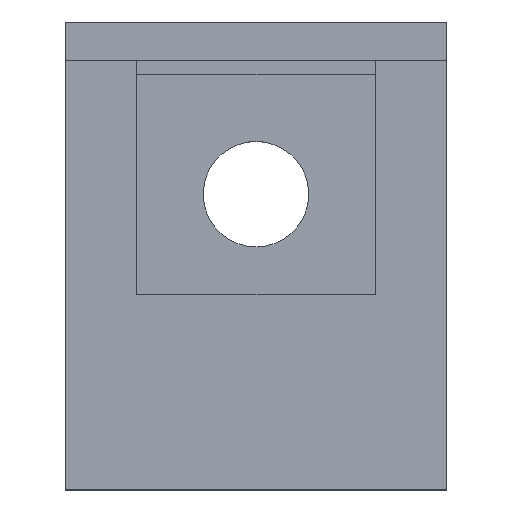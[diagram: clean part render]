
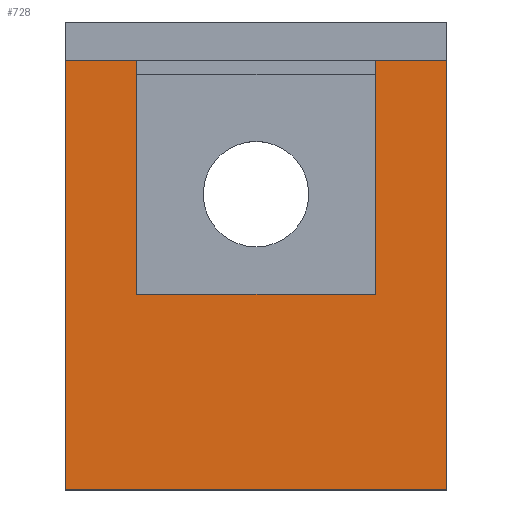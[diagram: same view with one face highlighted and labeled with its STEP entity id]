
A CAD part, top view. The second image highlights one B-rep face of the part: STEP entity #728.
In plain terms, the highlighted planar face has unit normal (0, 0, 1).
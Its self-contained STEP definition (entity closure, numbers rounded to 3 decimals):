
#36=FACE_BOUND('',#163,.T.);
#37=FACE_BOUND('',#164,.T.);
#38=FACE_BOUND('',#165,.T.);
#39=FACE_BOUND('',#166,.T.);
#40=FACE_BOUND('',#167,.T.);
#59=CIRCLE('',#787,2.);
#61=CIRCLE('',#790,2.);
#63=CIRCLE('',#793,2.25);
#65=CIRCLE('',#796,2.25);
#67=CIRCLE('',#799,17.6);
#112=FACE_OUTER_BOUND('',#162,.T.);
#162=EDGE_LOOP('',(#638,#639,#640,#641));
#163=EDGE_LOOP('',(#642));
#164=EDGE_LOOP('',(#643));
#165=EDGE_LOOP('',(#644));
#166=EDGE_LOOP('',(#645));
#167=EDGE_LOOP('',(#646));
#215=LINE('',#1118,#287);
#220=LINE('',#1127,#292);
#240=LINE('',#1197,#312);
#241=LINE('',#1198,#313);
#287=VECTOR('',#913,10.);
#292=VECTOR('',#920,10.);
#312=VECTOR('',#994,10.);
#313=VECTOR('',#995,10.);
#353=VERTEX_POINT('',#1115);
#354=VERTEX_POINT('',#1117);
#357=VERTEX_POINT('',#1125);
#363=VERTEX_POINT('',#1143);
#365=VERTEX_POINT('',#1149);
#367=VERTEX_POINT('',#1155);
#369=VERTEX_POINT('',#1161);
#371=VERTEX_POINT('',#1167);
#380=VERTEX_POINT('',#1196);
#433=EDGE_CURVE('',#354,#353,#215,.T.);
#438=EDGE_CURVE('',#353,#357,#220,.T.);
#447=EDGE_CURVE('',#363,#363,#59,.T.);
#450=EDGE_CURVE('',#365,#365,#61,.T.);
#453=EDGE_CURVE('',#367,#367,#63,.T.);
#456=EDGE_CURVE('',#369,#369,#65,.T.);
#459=EDGE_CURVE('',#371,#371,#67,.T.);
#472=EDGE_CURVE('',#380,#357,#240,.T.);
#473=EDGE_CURVE('',#354,#380,#241,.T.);
#638=ORIENTED_EDGE('',*,*,#438,.T.);
#639=ORIENTED_EDGE('',*,*,#472,.F.);
#640=ORIENTED_EDGE('',*,*,#473,.F.);
#641=ORIENTED_EDGE('',*,*,#433,.T.);
#642=ORIENTED_EDGE('',*,*,#447,.T.);
#643=ORIENTED_EDGE('',*,*,#450,.T.);
#644=ORIENTED_EDGE('',*,*,#453,.T.);
#645=ORIENTED_EDGE('',*,*,#456,.T.);
#646=ORIENTED_EDGE('',*,*,#459,.T.);
#691=PLANE('',#805);
#728=ADVANCED_FACE('',(#112,#36,#37,#38,#39,#40),#691,.F.);
#787=AXIS2_PLACEMENT_3D('',#1145,#940,#941);
#790=AXIS2_PLACEMENT_3D('',#1151,#947,#948);
#793=AXIS2_PLACEMENT_3D('',#1157,#954,#955);
#796=AXIS2_PLACEMENT_3D('',#1163,#961,#962);
#799=AXIS2_PLACEMENT_3D('',#1169,#968,#969);
#805=AXIS2_PLACEMENT_3D('',#1195,#992,#993);
#913=DIRECTION('',(0.,1.,0.));
#920=DIRECTION('',(-1.,0.,0.));
#940=DIRECTION('center_axis',(0.,0.,-1.));
#941=DIRECTION('ref_axis',(-1.,0.,0.));
#947=DIRECTION('center_axis',(0.,0.,-1.));
#948=DIRECTION('ref_axis',(-1.,0.,0.));
#954=DIRECTION('center_axis',(0.,0.,-1.));
#955=DIRECTION('ref_axis',(-1.,0.,0.));
#961=DIRECTION('center_axis',(0.,0.,-1.));
#962=DIRECTION('ref_axis',(-1.,0.,0.));
#968=DIRECTION('center_axis',(0.,0.,-1.));
#969=DIRECTION('ref_axis',(1.,0.,0.));
#992=DIRECTION('center_axis',(0.,0.,-1.));
#993=DIRECTION('ref_axis',(-1.,0.,0.));
#994=DIRECTION('',(0.,1.,0.));
#995=DIRECTION('',(-1.,0.,0.));
#1115=CARTESIAN_POINT('',(80.,0.,12.5));
#1117=CARTESIAN_POINT('',(80.,-90.,12.5));
#1118=CARTESIAN_POINT('',(80.,0.,12.5));
#1125=CARTESIAN_POINT('',(0.,0.,12.5));
#1127=CARTESIAN_POINT('',(20.,0.,12.5));
#1143=CARTESIAN_POINT('',(59.678,-10.322,12.5));
#1145=CARTESIAN_POINT('Origin',(57.678,-10.322,12.5));
#1149=CARTESIAN_POINT('',(24.322,-45.678,12.5));
#1151=CARTESIAN_POINT('Origin',(22.322,-45.678,12.5));
#1155=CARTESIAN_POINT('',(24.572,-10.322,12.5));
#1157=CARTESIAN_POINT('Origin',(22.322,-10.322,12.5));
#1161=CARTESIAN_POINT('',(59.928,-45.678,12.5));
#1163=CARTESIAN_POINT('Origin',(57.678,-45.678,12.5));
#1167=CARTESIAN_POINT('',(22.4,-28.,12.5));
#1169=CARTESIAN_POINT('Origin',(40.,-28.,12.5));
#1195=CARTESIAN_POINT('Origin',(40.,-45.,12.5));
#1196=CARTESIAN_POINT('',(0.,-90.,12.5));
#1197=CARTESIAN_POINT('',(0.,-22.5,12.5));
#1198=CARTESIAN_POINT('',(20.,-90.,12.5));
